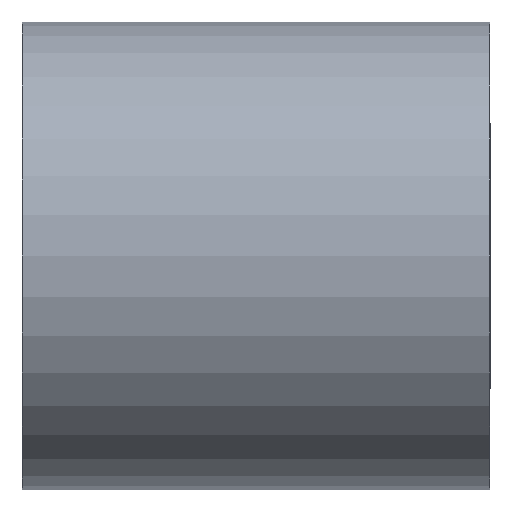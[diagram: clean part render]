
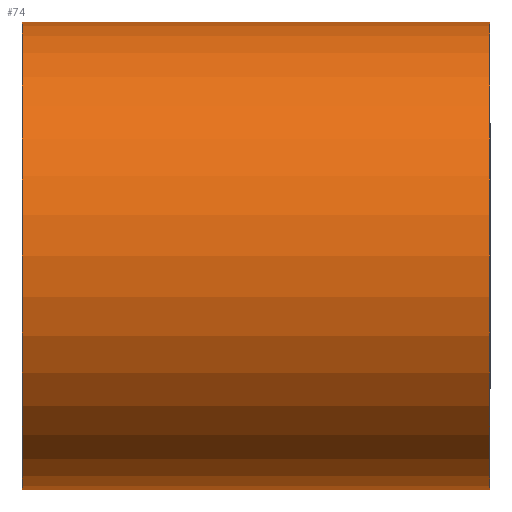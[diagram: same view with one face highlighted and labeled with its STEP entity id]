
A CAD part, left-side view. The second image highlights one B-rep face of the part: STEP entity #74.
In plain terms, the highlighted cylindrical face has radius 4 mm (diameter 8 mm), a partial arc.
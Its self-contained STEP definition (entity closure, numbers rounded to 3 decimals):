
#32 = EDGE_CURVE ( 'NONE', #105, #122, #337, .T. ) ;
#39 = EDGE_CURVE ( 'NONE', #105, #126, #301, .T. ) ;
#70 = EDGE_LOOP ( 'NONE', ( #75, #161, #162, #163 ) ) ;
#74 = ADVANCED_FACE ( 'NONE', ( #274 ), #273, .T. ) ;
#75 = ORIENTED_EDGE ( 'NONE', *, *, #123, .F. ) ;
#76 = EDGE_CURVE ( 'NONE', #126, #124, #239, .T. ) ;
#105 = VERTEX_POINT ( 'NONE', #461 ) ;
#122 = VERTEX_POINT ( 'NONE', #363 ) ;
#123 = EDGE_CURVE ( 'NONE', #122, #124, #362, .T. ) ;
#124 = VERTEX_POINT ( 'NONE', #358 ) ;
#126 = VERTEX_POINT ( 'NONE', #357 ) ;
#161 = ORIENTED_EDGE ( 'NONE', *, *, #32, .F. ) ;
#162 = ORIENTED_EDGE ( 'NONE', *, *, #39, .T. ) ;
#163 = ORIENTED_EDGE ( 'NONE', *, *, #76, .T. ) ;
#235 = DIRECTION ( 'NONE',  ( 0., 0., 1. ) ) ;
#236 = DIRECTION ( 'NONE',  ( 0., 1., 0. ) ) ;
#237 = CARTESIAN_POINT ( 'NONE',  ( 0., -4., 0. ) ) ;
#238 = AXIS2_PLACEMENT_3D ( 'NONE', #237, #236, #235 ) ;
#239 = CIRCLE ( 'NONE', #238, 4. ) ;
#250 = CARTESIAN_POINT ( 'NONE',  ( 0., 4., 0. ) ) ;
#269 = DIRECTION ( 'NONE',  ( 0., 0., -1. ) ) ;
#270 = DIRECTION ( 'NONE',  ( 0., -1., 0. ) ) ;
#271 = AXIS2_PLACEMENT_3D ( 'NONE', #272, #270, #269 ) ;
#272 = CARTESIAN_POINT ( 'NONE',  ( 0., 4., 0. ) ) ;
#273 = CYLINDRICAL_SURFACE ( 'NONE', #271, 4. ) ;
#274 = FACE_OUTER_BOUND ( 'NONE', #70, .T. ) ;
#293 = DIRECTION ( 'NONE',  ( 0., -1., 0. ) ) ;
#294 = VECTOR ( 'NONE', #293, 1000. ) ;
#295 = CARTESIAN_POINT ( 'NONE',  ( 0., 4., -4. ) ) ;
#301 = LINE ( 'NONE', #295, #294 ) ;
#309 = DIRECTION ( 'NONE',  ( 0., 1., 0. ) ) ;
#311 = DIRECTION ( 'NONE',  ( 0., 0., 1. ) ) ;
#336 = AXIS2_PLACEMENT_3D ( 'NONE', #250, #309, #311 ) ;
#337 = CIRCLE ( 'NONE', #336, 4. ) ;
#357 = CARTESIAN_POINT ( 'NONE',  ( 0., -4., -4. ) ) ;
#358 = CARTESIAN_POINT ( 'NONE',  ( 0., -4., 4. ) ) ;
#359 = DIRECTION ( 'NONE',  ( 0., -1., 0. ) ) ;
#360 = VECTOR ( 'NONE', #359, 1000. ) ;
#361 = CARTESIAN_POINT ( 'NONE',  ( 0., 4., 4. ) ) ;
#362 = LINE ( 'NONE', #361, #360 ) ;
#363 = CARTESIAN_POINT ( 'NONE',  ( 0., 4., 4. ) ) ;
#461 = CARTESIAN_POINT ( 'NONE',  ( 0., 4., -4. ) ) ;
